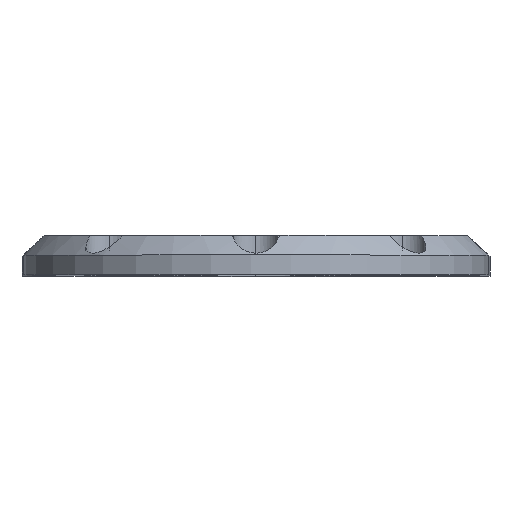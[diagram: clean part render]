
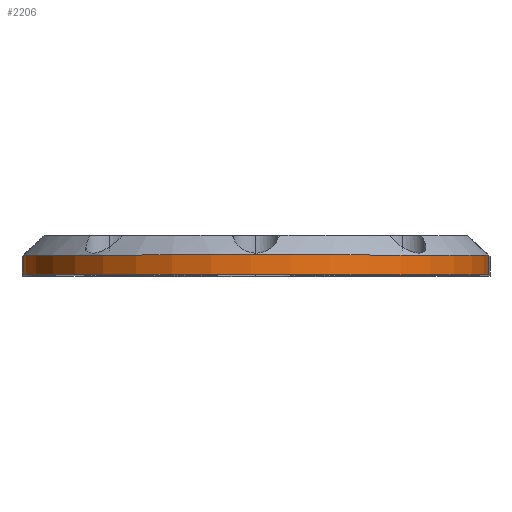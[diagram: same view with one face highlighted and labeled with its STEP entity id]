
A CAD part, top view. The second image highlights one B-rep face of the part: STEP entity #2206.
In plain terms, the highlighted cylindrical face has radius 47.669 mm (diameter 95.339 mm), a partial arc.
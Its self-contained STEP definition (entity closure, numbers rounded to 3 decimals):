
#1 = CYLINDRICAL_SURFACE ( 'NONE', #4626, 47.669 ) ;
#23 = ORIENTED_EDGE ( 'NONE', *, *, #133, .T. ) ;
#67 = DIRECTION ( 'NONE',  ( 0., -1., 0. ) ) ;
#133 = EDGE_CURVE ( 'NONE', #3616, #2148, #2890, .T. ) ;
#232 = DIRECTION ( 'NONE',  ( 0., 1., 0. ) ) ;
#394 = EDGE_CURVE ( 'NONE', #3921, #3616, #1874, .T. ) ;
#559 = EDGE_CURVE ( 'NONE', #950, #3921, #951, .T. ) ;
#702 = FACE_OUTER_BOUND ( 'NONE', #4394, .T. ) ;
#719 = CARTESIAN_POINT ( 'NONE',  ( 44.942, 4., -45.129 ) ) ;
#828 = DIRECTION ( 'NONE',  ( 0., 0., -1. ) ) ;
#881 = AXIS2_PLACEMENT_3D ( 'NONE', #3521, #232, #1651 ) ;
#902 = CARTESIAN_POINT ( 'NONE',  ( -27.786, 0., -33.905 ) ) ;
#950 = VERTEX_POINT ( 'NONE', #902 ) ;
#951 = CIRCLE ( 'NONE', #881, 47.669 ) ;
#1001 = ORIENTED_EDGE ( 'NONE', *, *, #394, .T. ) ;
#1057 = CARTESIAN_POINT ( 'NONE',  ( -27.786, -122.043, -33.905 ) ) ;
#1153 = DIRECTION ( 'NONE',  ( 0., 1., 0. ) ) ;
#1614 = DIRECTION ( 'NONE',  ( 0., 0., 1. ) ) ;
#1651 = DIRECTION ( 'NONE',  ( 0., 0., 1. ) ) ;
#1695 = ORIENTED_EDGE ( 'NONE', *, *, #559, .T. ) ;
#1874 = LINE ( 'NONE', #4140, #2277 ) ;
#1920 = CARTESIAN_POINT ( 'NONE',  ( 13.201, 8., -9.564 ) ) ;
#1952 = CARTESIAN_POINT ( 'NONE',  ( -27.786, 4., -33.905 ) ) ;
#1988 = CARTESIAN_POINT ( 'NONE',  ( 13.201, 4., -9.564 ) ) ;
#2148 = VERTEX_POINT ( 'NONE', #1952 ) ;
#2206 = ADVANCED_FACE ( 'NONE', ( #702 ), #1, .T. ) ;
#2277 = VECTOR ( 'NONE', #1153, 1000. ) ;
#2432 = AXIS2_PLACEMENT_3D ( 'NONE', #1988, #67, #1614 ) ;
#2653 = DIRECTION ( 'NONE',  ( 0., 1., 0. ) ) ;
#2890 = CIRCLE ( 'NONE', #2432, 47.669 ) ;
#2991 = ORIENTED_EDGE ( 'NONE', *, *, #3354, .F. ) ;
#3354 = EDGE_CURVE ( 'NONE', #950, #2148, #3386, .T. ) ;
#3386 = LINE ( 'NONE', #1057, #3868 ) ;
#3391 = DIRECTION ( 'NONE',  ( 0., -1., 0. ) ) ;
#3521 = CARTESIAN_POINT ( 'NONE',  ( 13.201, 0., -9.564 ) ) ;
#3616 = VERTEX_POINT ( 'NONE', #719 ) ;
#3868 = VECTOR ( 'NONE', #2653, 1000. ) ;
#3921 = VERTEX_POINT ( 'NONE', #4677 ) ;
#4140 = CARTESIAN_POINT ( 'NONE',  ( 44.942, -122.043, -45.129 ) ) ;
#4394 = EDGE_LOOP ( 'NONE', ( #1001, #23, #2991, #1695 ) ) ;
#4626 = AXIS2_PLACEMENT_3D ( 'NONE', #1920, #3391, #828 ) ;
#4677 = CARTESIAN_POINT ( 'NONE',  ( 44.942, 0., -45.129 ) ) ;
